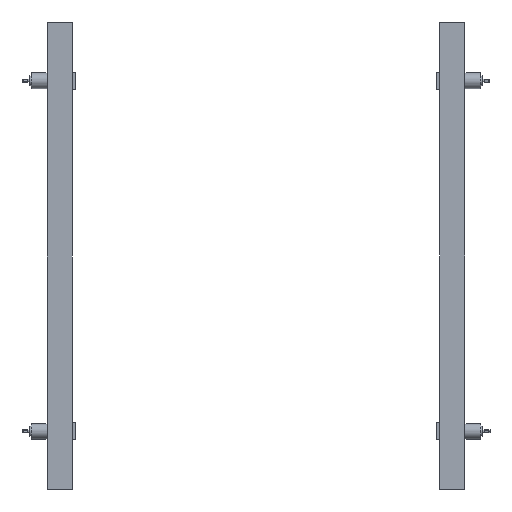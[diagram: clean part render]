
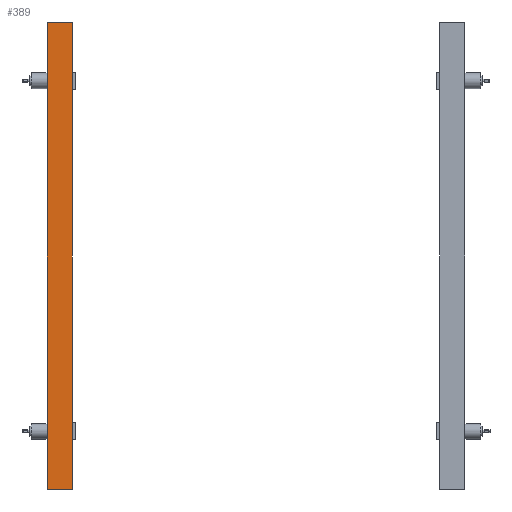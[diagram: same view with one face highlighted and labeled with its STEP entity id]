
A CAD part, front view. The second image highlights one B-rep face of the part: STEP entity #389.
In plain terms, the highlighted planar face has unit normal (0, -1, 0).
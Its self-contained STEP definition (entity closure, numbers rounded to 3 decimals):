
#145 = DIRECTION ( 'NONE',  ( 0., 1., 0. ) ) ;
#346 = VERTEX_POINT ( 'NONE', #2634 ) ;
#389 = ADVANCED_FACE ( 'NONE', ( #3203 ), #2893, .F. ) ;
#454 = CARTESIAN_POINT ( 'NONE',  ( -23.564, -12.515, 950. ) ) ;
#713 = LINE ( 'NONE', #1538, #3105 ) ;
#863 = LINE ( 'NONE', #2246, #3069 ) ;
#904 = VECTOR ( 'NONE', #1341, 1000. ) ;
#1212 = AXIS2_PLACEMENT_3D ( 'NONE', #3128, #145, #3146 ) ;
#1262 = EDGE_CURVE ( 'NONE', #3224, #346, #3192, .T. ) ;
#1341 = DIRECTION ( 'NONE',  ( 1., 0., 0. ) ) ;
#1477 = DIRECTION ( 'NONE',  ( 1., 0., 0. ) ) ;
#1483 = DIRECTION ( 'NONE',  ( 0., 0., -1. ) ) ;
#1538 = CARTESIAN_POINT ( 'NONE',  ( -23.564, -12.515, 950. ) ) ;
#1550 = EDGE_CURVE ( 'NONE', #2702, #3224, #1862, .T. ) ;
#1598 = CARTESIAN_POINT ( 'NONE',  ( -23.564, -12.515, 0. ) ) ;
#1668 = ORIENTED_EDGE ( 'NONE', *, *, #1262, .T. ) ;
#1743 = EDGE_CURVE ( 'NONE', #2119, #346, #863, .T. ) ;
#1770 = DIRECTION ( 'NONE',  ( 0., 0., -1. ) ) ;
#1810 = EDGE_LOOP ( 'NONE', ( #1668, #2201, #2736, #2353 ) ) ;
#1862 = LINE ( 'NONE', #454, #2881 ) ;
#2119 = VERTEX_POINT ( 'NONE', #2662 ) ;
#2201 = ORIENTED_EDGE ( 'NONE', *, *, #1743, .F. ) ;
#2246 = CARTESIAN_POINT ( 'NONE',  ( 27.236, -12.515, 950. ) ) ;
#2353 = ORIENTED_EDGE ( 'NONE', *, *, #1550, .T. ) ;
#2634 = CARTESIAN_POINT ( 'NONE',  ( 27.236, -12.515, 0. ) ) ;
#2662 = CARTESIAN_POINT ( 'NONE',  ( 27.236, -12.515, 950. ) ) ;
#2702 = VERTEX_POINT ( 'NONE', #3084 ) ;
#2736 = ORIENTED_EDGE ( 'NONE', *, *, #3076, .F. ) ;
#2822 = CARTESIAN_POINT ( 'NONE',  ( -23.564, -12.515, 0. ) ) ;
#2881 = VECTOR ( 'NONE', #1483, 1000. ) ;
#2893 = PLANE ( 'NONE',  #1212 ) ;
#3069 = VECTOR ( 'NONE', #1770, 1000. ) ;
#3076 = EDGE_CURVE ( 'NONE', #2702, #2119, #713, .T. ) ;
#3084 = CARTESIAN_POINT ( 'NONE',  ( -23.564, -12.515, 950. ) ) ;
#3105 = VECTOR ( 'NONE', #1477, 1000. ) ;
#3128 = CARTESIAN_POINT ( 'NONE',  ( -23.564, -12.515, 950. ) ) ;
#3146 = DIRECTION ( 'NONE',  ( 0., 0., 1. ) ) ;
#3192 = LINE ( 'NONE', #1598, #904 ) ;
#3203 = FACE_OUTER_BOUND ( 'NONE', #1810, .T. ) ;
#3224 = VERTEX_POINT ( 'NONE', #2822 ) ;
